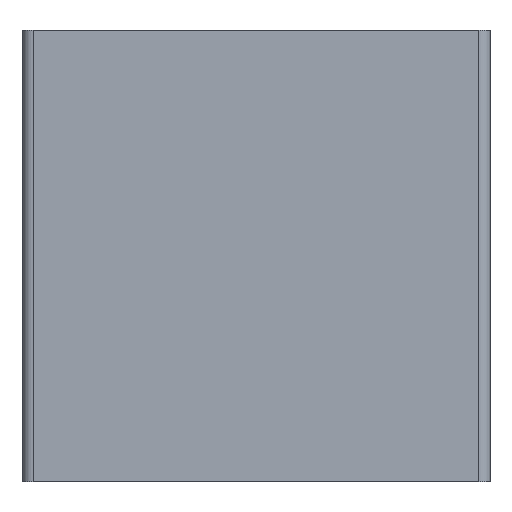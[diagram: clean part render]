
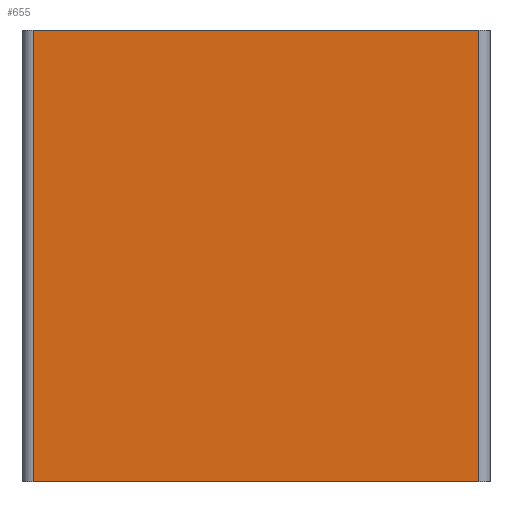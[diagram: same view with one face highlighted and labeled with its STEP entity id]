
A CAD part, front view. The second image highlights one B-rep face of the part: STEP entity #655.
In plain terms, the highlighted planar face has unit normal (0, -1, 0).
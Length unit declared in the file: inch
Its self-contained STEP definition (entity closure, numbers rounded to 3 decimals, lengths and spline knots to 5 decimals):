
#72=PLANE('',#716);
#106=FACE_OUTER_BOUND('',#151,.T.);
#151=EDGE_LOOP('',(#555,#556,#557,#558));
#174=LINE('',#934,#222);
#179=LINE('',#946,#227);
#191=LINE('',#989,#239);
#209=LINE('',#1158,#257);
#222=VECTOR('',#748,0.406);
#227=VECTOR('',#759,0.401);
#239=VECTOR('',#801,0.406);
#257=VECTOR('',#865,0.401);
#296=VERTEX_POINT('',#931);
#297=VERTEX_POINT('',#933);
#301=VERTEX_POINT('',#945);
#317=VERTEX_POINT('',#987);
#358=EDGE_CURVE('',#296,#297,#174,.T.);
#364=EDGE_CURVE('',#301,#297,#179,.T.);
#386=EDGE_CURVE('',#301,#317,#191,.T.);
#420=EDGE_CURVE('',#296,#317,#209,.T.);
#555=ORIENTED_EDGE('',*,*,#358,.F.);
#556=ORIENTED_EDGE('',*,*,#420,.T.);
#557=ORIENTED_EDGE('',*,*,#386,.F.);
#558=ORIENTED_EDGE('',*,*,#364,.T.);
#655=ADVANCED_FACE('',(#106),#72,.T.);
#716=AXIS2_PLACEMENT_3D('',#1157,#863,#864);
#748=DIRECTION('',(0.,0.,-1.));
#759=DIRECTION('',(1.,0.,0.));
#801=DIRECTION('',(0.,0.,1.));
#863=DIRECTION('center_axis',(0.,-1.,0.));
#864=DIRECTION('ref_axis',(0.,0.,-1.));
#865=DIRECTION('',(-1.,0.,0.));
#931=CARTESIAN_POINT('',(0.2005,-0.281,-2.594));
#933=CARTESIAN_POINT('',(0.2005,-0.281,-3.));
#934=CARTESIAN_POINT('',(0.2005,-0.281,-3.));
#945=CARTESIAN_POINT('',(-0.2005,-0.281,-3.));
#946=CARTESIAN_POINT('',(-0.2105,-0.281,-3.));
#987=CARTESIAN_POINT('',(-0.2005,-0.281,-2.594));
#989=CARTESIAN_POINT('',(-0.2005,-0.281,-3.));
#1157=CARTESIAN_POINT('Origin',(0.2105,-0.281,-3.));
#1158=CARTESIAN_POINT('',(-0.2105,-0.281,-2.594));
